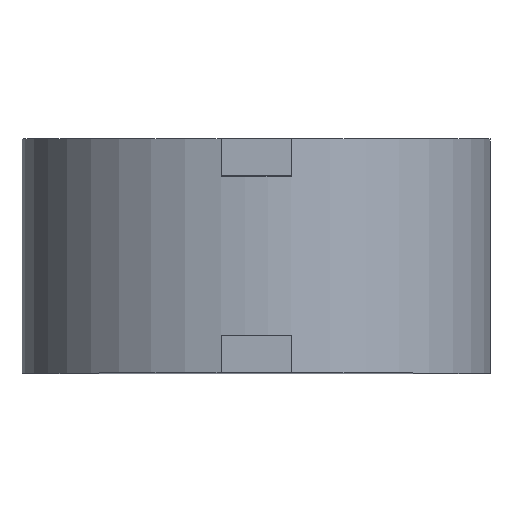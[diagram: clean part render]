
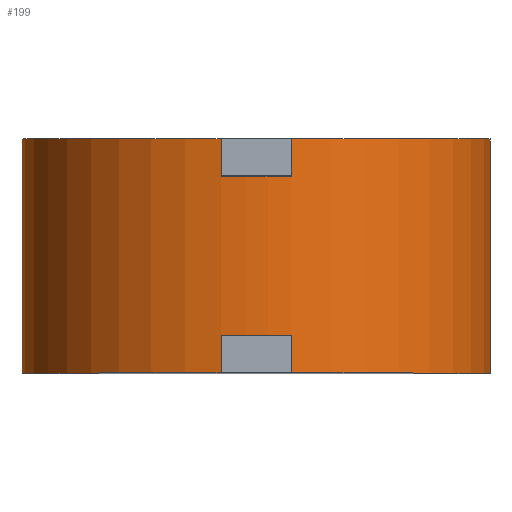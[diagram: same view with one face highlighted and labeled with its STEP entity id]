
A CAD part, top view. The second image highlights one B-rep face of the part: STEP entity #199.
In plain terms, the highlighted cylindrical face has radius 5 mm (diameter 10 mm), a full revolution.
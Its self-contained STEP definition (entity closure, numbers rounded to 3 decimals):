
#15=CYLINDRICAL_SURFACE('',#225,5.);
#16=CIRCLE('',#224,5.);
#17=CIRCLE('',#226,5.);
#18=CIRCLE('',#227,5.);
#19=CIRCLE('',#228,5.);
#20=CIRCLE('',#229,5.);
#21=CIRCLE('',#230,5.);
#26=FACE_OUTER_BOUND('',#37,.T.);
#37=EDGE_LOOP('',(#147,#148,#149,#150,#151,#152,#153,#154,#155,#156,#157,
#158));
#50=LINE('',#309,#71);
#52=LINE('',#314,#73);
#54=LINE('',#321,#75);
#55=LINE('',#325,#76);
#56=LINE('',#331,#77);
#71=VECTOR('',#249,10.);
#73=VECTOR('',#253,10.);
#75=VECTOR('',#261,10.);
#76=VECTOR('',#264,5.);
#77=VECTOR('',#271,10.);
#90=VERTEX_POINT('',#305);
#91=VERTEX_POINT('',#307);
#92=VERTEX_POINT('',#311);
#93=VERTEX_POINT('',#313);
#94=VERTEX_POINT('',#319);
#95=VERTEX_POINT('',#320);
#96=VERTEX_POINT('',#322);
#97=VERTEX_POINT('',#324);
#98=VERTEX_POINT('',#328);
#99=VERTEX_POINT('',#330);
#110=EDGE_CURVE('',#90,#91,#50,.T.);
#112=EDGE_CURVE('',#93,#92,#52,.T.);
#114=EDGE_CURVE('',#91,#93,#16,.T.);
#115=EDGE_CURVE('',#94,#95,#54,.T.);
#116=EDGE_CURVE('',#96,#95,#17,.T.);
#117=EDGE_CURVE('',#96,#97,#55,.T.);
#118=EDGE_CURVE('',#97,#90,#18,.T.);
#119=EDGE_CURVE('',#92,#97,#19,.T.);
#120=EDGE_CURVE('',#98,#96,#20,.T.);
#121=EDGE_CURVE('',#98,#99,#56,.T.);
#122=EDGE_CURVE('',#99,#94,#21,.T.);
#147=ORIENTED_EDGE('',*,*,#115,.T.);
#148=ORIENTED_EDGE('',*,*,#116,.F.);
#149=ORIENTED_EDGE('',*,*,#117,.T.);
#150=ORIENTED_EDGE('',*,*,#118,.T.);
#151=ORIENTED_EDGE('',*,*,#110,.T.);
#152=ORIENTED_EDGE('',*,*,#114,.T.);
#153=ORIENTED_EDGE('',*,*,#112,.T.);
#154=ORIENTED_EDGE('',*,*,#119,.T.);
#155=ORIENTED_EDGE('',*,*,#117,.F.);
#156=ORIENTED_EDGE('',*,*,#120,.F.);
#157=ORIENTED_EDGE('',*,*,#121,.T.);
#158=ORIENTED_EDGE('',*,*,#122,.T.);
#199=ADVANCED_FACE('',(#26),#15,.T.);
#224=AXIS2_PLACEMENT_3D('',#317,#257,#258);
#225=AXIS2_PLACEMENT_3D('',#318,#259,#260);
#226=AXIS2_PLACEMENT_3D('',#323,#262,#263);
#227=AXIS2_PLACEMENT_3D('',#326,#265,#266);
#228=AXIS2_PLACEMENT_3D('',#327,#267,#268);
#229=AXIS2_PLACEMENT_3D('',#329,#269,#270);
#230=AXIS2_PLACEMENT_3D('',#332,#272,#273);
#249=DIRECTION('',(0.,1.,0.));
#253=DIRECTION('',(0.,-1.,0.));
#257=DIRECTION('center_axis',(0.,1.,0.));
#258=DIRECTION('ref_axis',(1.,0.,0.));
#259=DIRECTION('center_axis',(0.,1.,0.));
#260=DIRECTION('ref_axis',(1.,0.,0.));
#261=DIRECTION('',(0.,1.,0.));
#262=DIRECTION('center_axis',(0.,1.,0.));
#263=DIRECTION('ref_axis',(1.,0.,0.));
#264=DIRECTION('',(0.,-1.,0.));
#265=DIRECTION('center_axis',(0.,1.,0.));
#266=DIRECTION('ref_axis',(1.,0.,0.));
#267=DIRECTION('center_axis',(0.,1.,0.));
#268=DIRECTION('ref_axis',(1.,0.,0.));
#269=DIRECTION('center_axis',(0.,1.,0.));
#270=DIRECTION('ref_axis',(1.,0.,0.));
#271=DIRECTION('',(0.,-1.,0.));
#272=DIRECTION('center_axis',(0.,-1.,0.));
#273=DIRECTION('ref_axis',(1.,0.,0.));
#305=CARTESIAN_POINT('',(-0.75,0.,4.943));
#307=CARTESIAN_POINT('',(-0.75,0.8,4.943));
#309=CARTESIAN_POINT('',(-0.75,0.,4.943));
#311=CARTESIAN_POINT('',(0.75,0.,4.943));
#313=CARTESIAN_POINT('',(0.75,0.8,4.943));
#314=CARTESIAN_POINT('',(0.75,0.,4.943));
#317=CARTESIAN_POINT('Origin',(0.,0.8,0.));
#318=CARTESIAN_POINT('Origin',(0.,0.,0.));
#319=CARTESIAN_POINT('',(-0.75,4.2,4.943));
#320=CARTESIAN_POINT('',(-0.75,5.,4.943));
#321=CARTESIAN_POINT('',(-0.75,0.,4.943));
#322=CARTESIAN_POINT('',(-5.,5.,0.));
#323=CARTESIAN_POINT('Origin',(0.,5.,0.));
#324=CARTESIAN_POINT('',(-5.,0.,0.));
#325=CARTESIAN_POINT('',(-5.,0.,0.));
#326=CARTESIAN_POINT('Origin',(0.,0.,0.));
#327=CARTESIAN_POINT('Origin',(0.,0.,0.));
#328=CARTESIAN_POINT('',(0.75,5.,4.943));
#329=CARTESIAN_POINT('Origin',(0.,5.,0.));
#330=CARTESIAN_POINT('',(0.75,4.2,4.943));
#331=CARTESIAN_POINT('',(0.75,0.,4.943));
#332=CARTESIAN_POINT('Origin',(0.,4.2,0.));
